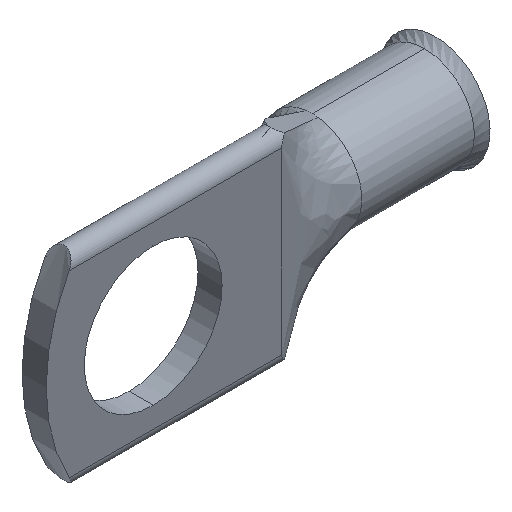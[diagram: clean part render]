
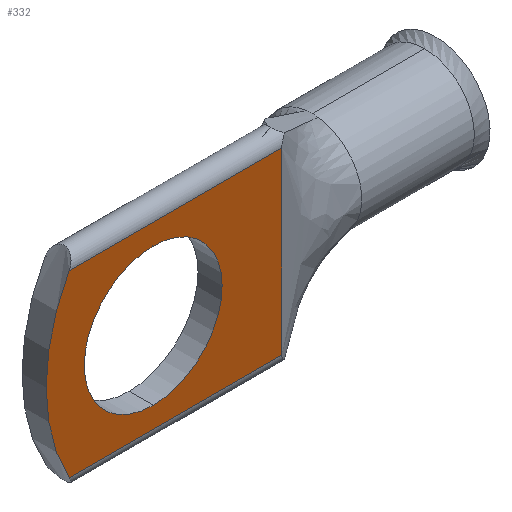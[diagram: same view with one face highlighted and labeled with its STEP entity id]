
A CAD part, isometric view. The second image highlights one B-rep face of the part: STEP entity #332.
In plain terms, the highlighted planar face has unit normal (0, -1, 0).
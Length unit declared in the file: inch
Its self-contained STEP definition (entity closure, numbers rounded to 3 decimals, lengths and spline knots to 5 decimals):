
#90 = ORIENTED_EDGE ( 'NONE', *, *, #4480, .F. ) ;
#139 = DIRECTION ( 'NONE',  ( 0., -1., 0. ) ) ;
#212 = DIRECTION ( 'NONE',  ( 0., 0., -1. ) ) ;
#286 = CARTESIAN_POINT ( 'NONE',  ( 0.25382, -0.045, 0. ) ) ;
#296 = VECTOR ( 'NONE', #425, 39.37008 ) ;
#332 = ADVANCED_FACE ( 'NONE', ( #4650, #355 ), #2423, .T. ) ;
#355 = FACE_OUTER_BOUND ( 'NONE', #845, .T. ) ;
#374 = AXIS2_PLACEMENT_3D ( 'NONE', #286, #3883, #609 ) ;
#425 = DIRECTION ( 'NONE',  ( 1., 0., 0. ) ) ;
#609 = DIRECTION ( 'NONE',  ( 0., 0., -1. ) ) ;
#666 = VECTOR ( 'NONE', #746, 39.37008 ) ;
#714 = EDGE_CURVE ( 'NONE', #1294, #1862, #1854, .T. ) ;
#721 = CARTESIAN_POINT ( 'NONE',  ( -0.35377, -0.045, 0.335 ) ) ;
#746 = DIRECTION ( 'NONE',  ( -1., 0., 0. ) ) ;
#775 = LINE ( 'NONE', #3665, #296 ) ;
#817 = EDGE_CURVE ( 'NONE', #1862, #1480, #2606, .T. ) ;
#819 = AXIS2_PLACEMENT_3D ( 'NONE', #2997, #2711, #1301 ) ;
#845 = EDGE_LOOP ( 'NONE', ( #2709, #4554, #1583, #1935 ) ) ;
#876 = CARTESIAN_POINT ( 'NONE',  ( -0.04, -0.045, 0. ) ) ;
#913 = VERTEX_POINT ( 'NONE', #3995 ) ;
#945 = CARTESIAN_POINT ( 'NONE',  ( -0.04, -0.045, 0.2575 ) ) ;
#1040 = CIRCLE ( 'NONE', #3996, 0.2575 ) ;
#1177 = ORIENTED_EDGE ( 'NONE', *, *, #4287, .F. ) ;
#1294 = VERTEX_POINT ( 'NONE', #1515 ) ;
#1301 = DIRECTION ( 'NONE',  ( 0., 0., -1. ) ) ;
#1466 = CARTESIAN_POINT ( 'NONE',  ( -0.35377, -0.045, 0.335 ) ) ;
#1480 = VERTEX_POINT ( 'NONE', #1466 ) ;
#1515 = CARTESIAN_POINT ( 'NONE',  ( 0.44, -0.045, -0.335 ) ) ;
#1578 = VERTEX_POINT ( 'NONE', #3456 ) ;
#1583 = ORIENTED_EDGE ( 'NONE', *, *, #714, .T. ) ;
#1720 = AXIS2_PLACEMENT_3D ( 'NONE', #3785, #139, #212 ) ;
#1854 = LINE ( 'NONE', #3298, #3547 ) ;
#1862 = VERTEX_POINT ( 'NONE', #4268 ) ;
#1935 = ORIENTED_EDGE ( 'NONE', *, *, #817, .T. ) ;
#2384 = EDGE_CURVE ( 'NONE', #913, #1294, #775, .T. ) ;
#2423 = PLANE ( 'NONE',  #374 ) ;
#2540 = CIRCLE ( 'NONE', #1720, 0.2575 ) ;
#2606 = LINE ( 'NONE', #721, #666 ) ;
#2697 = CIRCLE ( 'NONE', #819, 0.69382 ) ;
#2709 = ORIENTED_EDGE ( 'NONE', *, *, #4628, .T. ) ;
#2711 = DIRECTION ( 'NONE',  ( 0., -1., 0. ) ) ;
#2966 = DIRECTION ( 'NONE',  ( 0., 0., 1. ) ) ;
#2997 = CARTESIAN_POINT ( 'NONE',  ( 0.25382, -0.045, 0. ) ) ;
#3025 = VERTEX_POINT ( 'NONE', #945 ) ;
#3052 = DIRECTION ( 'NONE',  ( 0., -1., 0. ) ) ;
#3298 = CARTESIAN_POINT ( 'NONE',  ( 0.44, -0.045, 0. ) ) ;
#3425 = EDGE_LOOP ( 'NONE', ( #90, #1177 ) ) ;
#3456 = CARTESIAN_POINT ( 'NONE',  ( -0.04, -0.045, -0.2575 ) ) ;
#3547 = VECTOR ( 'NONE', #2966, 39.37008 ) ;
#3665 = CARTESIAN_POINT ( 'NONE',  ( 0.25382, -0.045, -0.335 ) ) ;
#3785 = CARTESIAN_POINT ( 'NONE',  ( -0.04, -0.045, 0. ) ) ;
#3883 = DIRECTION ( 'NONE',  ( 0., -1., 0. ) ) ;
#3995 = CARTESIAN_POINT ( 'NONE',  ( -0.35377, -0.045, -0.335 ) ) ;
#3996 = AXIS2_PLACEMENT_3D ( 'NONE', #876, #3052, #4514 ) ;
#4268 = CARTESIAN_POINT ( 'NONE',  ( 0.44, -0.045, 0.335 ) ) ;
#4287 = EDGE_CURVE ( 'NONE', #1578, #3025, #1040, .T. ) ;
#4480 = EDGE_CURVE ( 'NONE', #3025, #1578, #2540, .T. ) ;
#4514 = DIRECTION ( 'NONE',  ( 0., 0., -1. ) ) ;
#4554 = ORIENTED_EDGE ( 'NONE', *, *, #2384, .T. ) ;
#4628 = EDGE_CURVE ( 'NONE', #1480, #913, #2697, .T. ) ;
#4650 = FACE_BOUND ( 'NONE', #3425, .T. ) ;
